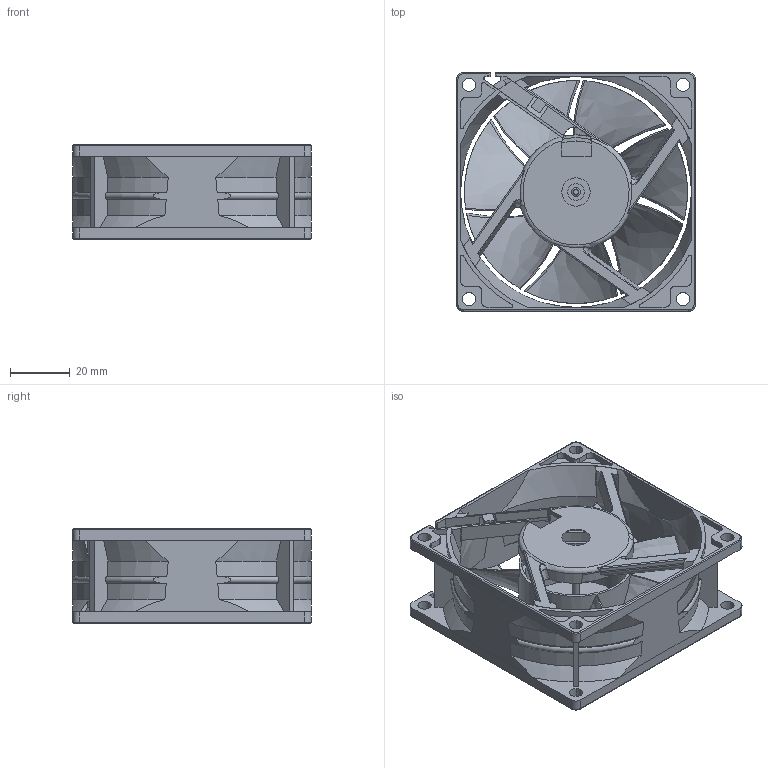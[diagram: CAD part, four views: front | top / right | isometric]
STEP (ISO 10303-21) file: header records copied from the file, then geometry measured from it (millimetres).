
FILE_DESCRIPTION((''),'2;1');
FILE_NAME('ZZ-123_ASM','2017-03-11T',('Administrator'),(''),'PRO/ENGINEER BY PARAMETRIC TECHNOLOGY CORPORATION, 2005030','PRO/ENGINEER BY PARAMETRIC TECHNOLOGY CORPORATION, 2005030','');
FILE_SCHEMA(('CONFIG_CONTROL_DESIGN'));
Length unit declared in the file: millimetre
Products named in the file (6): ZZ-YU-FS01; PRT0001_12; 02_2; ASM_ASM_1_ASM; ASM_ASM_ASM; ZZ-123_ASM
Assembly tree (5 placements, depth 4):
  ZZ-123_ASM
    ZZ-YU-FS01
    ASM_ASM_ASM
      ASM_ASM_1_ASM
        PRT0001_12
        02_2
Bounding box: 80 x 80 x 31.8 mm (x, y, z)
Volume: 36283.1 mm3; surface area: 48779.1 mm2
Topology: 3 solids, 3 shells, 503 faces, 1413 edges, 923 vertices
Faces by surface type: plane 190, cylinder 100, cone 94, bspline 60, torus 35, revolution 21, sphere 3
Entity records: 22374 total; most frequent: CARTESIAN_POINT 10096, ORIENTED_EDGE 2826, DIRECTION 2158, EDGE_CURVE 1413, VERTEX_POINT 923, AXIS2_PLACEMENT_3D 818, B_SPLINE_CURVE_WITH_KNOTS 551, EDGE_LOOP 540
